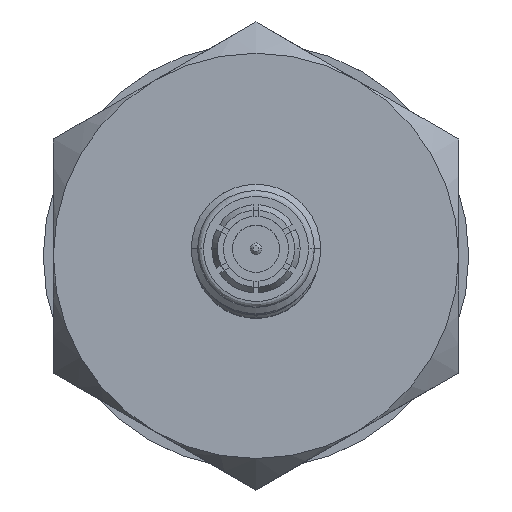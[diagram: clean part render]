
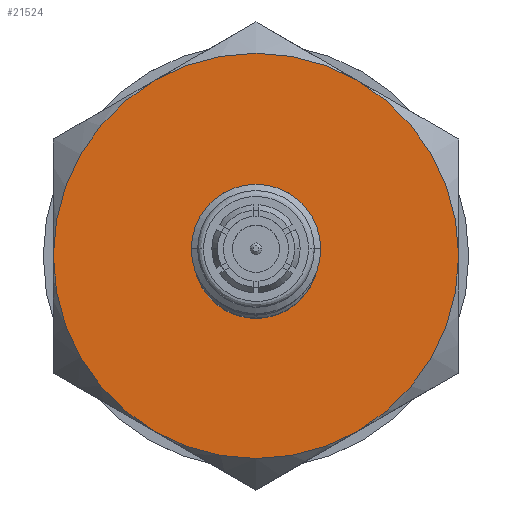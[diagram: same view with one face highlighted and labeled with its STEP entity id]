
A CAD part, top view. The second image highlights one B-rep face of the part: STEP entity #21524.
In plain terms, the highlighted face is planar.
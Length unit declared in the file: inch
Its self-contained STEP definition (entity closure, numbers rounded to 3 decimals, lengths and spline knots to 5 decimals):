
#23 = AXIS2_PLACEMENT_3D ( 'NONE', #17810, #5111, #3208 ) ;
#518 = ORIENTED_EDGE ( 'NONE', *, *, #19364, .F. ) ;
#590 = CIRCLE ( 'NONE', #4359, 0.34375 ) ;
#615 = CIRCLE ( 'NONE', #13485, 0.34375 ) ;
#943 = CARTESIAN_POINT ( 'NONE',  ( 0.835, 0., 0. ) ) ;
#1699 = DIRECTION ( 'NONE',  ( 0., 1., 0. ) ) ;
#2570 = CIRCLE ( 'NONE', #18882, 0.07283 ) ;
#2872 = EDGE_LOOP ( 'NONE', ( #5086, #17940 ) ) ;
#2984 = ORIENTED_EDGE ( 'NONE', *, *, #9703, .F. ) ;
#3208 = DIRECTION ( 'NONE',  ( 0., -1., 0. ) ) ;
#3252 = AXIS2_PLACEMENT_3D ( 'NONE', #11414, #13080, #20336 ) ;
#3363 = CARTESIAN_POINT ( 'NONE',  ( 0.835, -0.07283, 0. ) ) ;
#4181 = VERTEX_POINT ( 'NONE', #16684 ) ;
#4359 = AXIS2_PLACEMENT_3D ( 'NONE', #17811, #21498, #12222 ) ;
#4423 = DIRECTION ( 'NONE',  ( 0., -1., 0. ) ) ;
#4448 = VERTEX_POINT ( 'NONE', #10006 ) ;
#4578 = DIRECTION ( 'NONE',  ( 1., 0., 0. ) ) ;
#4879 = AXIS2_PLACEMENT_3D ( 'NONE', #10728, #14529, #1699 ) ;
#4919 = EDGE_CURVE ( 'NONE', #6374, #4181, #11521, .T. ) ;
#5086 = ORIENTED_EDGE ( 'NONE', *, *, #17848, .F. ) ;
#5111 = DIRECTION ( 'NONE',  ( -1., 0., 0. ) ) ;
#5745 = EDGE_CURVE ( 'NONE', #19872, #11518, #17229, .T. ) ;
#5764 = ORIENTED_EDGE ( 'NONE', *, *, #4919, .F. ) ;
#6035 = AXIS2_PLACEMENT_3D ( 'NONE', #22124, #9777, #4423 ) ;
#6374 = VERTEX_POINT ( 'NONE', #12413 ) ;
#6828 = CARTESIAN_POINT ( 'NONE',  ( 0.835, -0.34375, 0. ) ) ;
#8280 = EDGE_LOOP ( 'NONE', ( #16422, #518, #2984, #10380, #10021, #5764 ) ) ;
#8947 = CIRCLE ( 'NONE', #3252, 0.34375 ) ;
#9189 = EDGE_CURVE ( 'NONE', #4448, #18022, #590, .T. ) ;
#9703 = EDGE_CURVE ( 'NONE', #18022, #15329, #615, .T. ) ;
#9739 = DIRECTION ( 'NONE',  ( -1., 0., 0. ) ) ;
#9777 = DIRECTION ( 'NONE',  ( -1., 0., 0. ) ) ;
#10006 = CARTESIAN_POINT ( 'NONE',  ( 0.835, 0.34375, 0. ) ) ;
#10021 = ORIENTED_EDGE ( 'NONE', *, *, #19290, .T. ) ;
#10103 = DIRECTION ( 'NONE',  ( 0., -1., 0. ) ) ;
#10380 = ORIENTED_EDGE ( 'NONE', *, *, #9189, .F. ) ;
#10520 = EDGE_CURVE ( 'NONE', #17741, #6374, #8947, .T. ) ;
#10569 = PLANE ( 'NONE',  #23 ) ;
#10579 = CIRCLE ( 'NONE', #4879, 0.34375 ) ;
#10728 = CARTESIAN_POINT ( 'NONE',  ( 0.835, 0., 0. ) ) ;
#11414 = CARTESIAN_POINT ( 'NONE',  ( 0.835, 0., 0. ) ) ;
#11518 = VERTEX_POINT ( 'NONE', #3363 ) ;
#11521 = CIRCLE ( 'NONE', #16848, 0.34375 ) ;
#12222 = DIRECTION ( 'NONE',  ( 0., -1., 0. ) ) ;
#12413 = CARTESIAN_POINT ( 'NONE',  ( 0.835, -0.17188, 0.2977 ) ) ;
#13080 = DIRECTION ( 'NONE',  ( -1., 0., 0. ) ) ;
#13445 = DIRECTION ( 'NONE',  ( 1., 0., 0. ) ) ;
#13469 = AXIS2_PLACEMENT_3D ( 'NONE', #22921, #13445, #10103 ) ;
#13485 = AXIS2_PLACEMENT_3D ( 'NONE', #943, #9739, #17102 ) ;
#13558 = DIRECTION ( 'NONE',  ( -1., 0., 0. ) ) ;
#13952 = CARTESIAN_POINT ( 'NONE',  ( 0.835, 0., 0. ) ) ;
#13986 = CIRCLE ( 'NONE', #6035, 0.34375 ) ;
#14529 = DIRECTION ( 'NONE',  ( 1., 0., 0. ) ) ;
#15329 = VERTEX_POINT ( 'NONE', #16698 ) ;
#16040 = FACE_BOUND ( 'NONE', #2872, .T. ) ;
#16422 = ORIENTED_EDGE ( 'NONE', *, *, #10520, .F. ) ;
#16684 = CARTESIAN_POINT ( 'NONE',  ( 0.835, 0.17187, 0.2977 ) ) ;
#16698 = CARTESIAN_POINT ( 'NONE',  ( 0.835, -0.17188, -0.2977 ) ) ;
#16848 = AXIS2_PLACEMENT_3D ( 'NONE', #18901, #13558, #19016 ) ;
#17102 = DIRECTION ( 'NONE',  ( 0., -1., 0. ) ) ;
#17229 = CIRCLE ( 'NONE', #13469, 0.07283 ) ;
#17741 = VERTEX_POINT ( 'NONE', #6828 ) ;
#17810 = CARTESIAN_POINT ( 'NONE',  ( 0.835, 0.4, 0. ) ) ;
#17811 = CARTESIAN_POINT ( 'NONE',  ( 0.835, 0., 0. ) ) ;
#17848 = EDGE_CURVE ( 'NONE', #11518, #19872, #2570, .T. ) ;
#17940 = ORIENTED_EDGE ( 'NONE', *, *, #5745, .F. ) ;
#18022 = VERTEX_POINT ( 'NONE', #21905 ) ;
#18882 = AXIS2_PLACEMENT_3D ( 'NONE', #13952, #4578, #19419 ) ;
#18901 = CARTESIAN_POINT ( 'NONE',  ( 0.835, 0., 0. ) ) ;
#19016 = DIRECTION ( 'NONE',  ( 0., -1., 0. ) ) ;
#19290 = EDGE_CURVE ( 'NONE', #4448, #4181, #10579, .T. ) ;
#19364 = EDGE_CURVE ( 'NONE', #15329, #17741, #13986, .T. ) ;
#19419 = DIRECTION ( 'NONE',  ( 0., -1., 0. ) ) ;
#19478 = FACE_OUTER_BOUND ( 'NONE', #8280, .T. ) ;
#19872 = VERTEX_POINT ( 'NONE', #22570 ) ;
#20336 = DIRECTION ( 'NONE',  ( 0., -1., 0. ) ) ;
#21498 = DIRECTION ( 'NONE',  ( -1., 0., 0. ) ) ;
#21524 = ADVANCED_FACE ( 'NONE', ( #16040, #19478 ), #10569, .F. ) ;
#21905 = CARTESIAN_POINT ( 'NONE',  ( 0.835, 0.17187, -0.2977 ) ) ;
#22124 = CARTESIAN_POINT ( 'NONE',  ( 0.835, 0., 0. ) ) ;
#22570 = CARTESIAN_POINT ( 'NONE',  ( 0.835, 0.07283, 0. ) ) ;
#22921 = CARTESIAN_POINT ( 'NONE',  ( 0.835, 0., 0. ) ) ;
